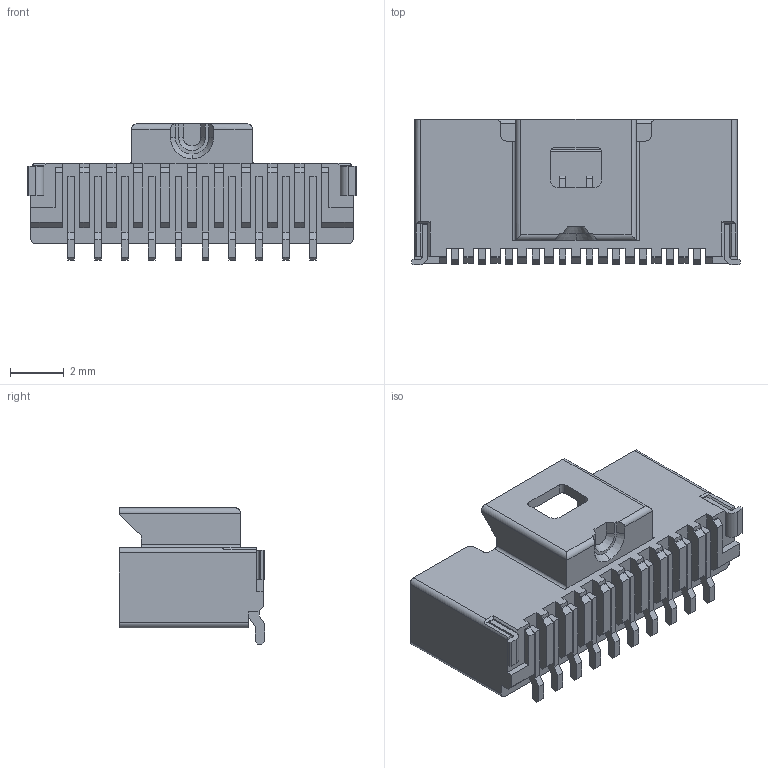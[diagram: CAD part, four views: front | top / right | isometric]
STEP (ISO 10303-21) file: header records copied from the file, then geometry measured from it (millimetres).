
FILE_DESCRIPTION (( 'STEP AP214' ), '1' );
FILE_NAME ('Molex_PicoClasp_501331-1007.step', '2018-01-19T13:47:01', ( '' ), ( '' ), 'SwSTEP 2.0', 'SolidWorks 2018', '' );
FILE_SCHEMA (( 'AUTOMOTIVE_DESIGN' ));
Length unit declared in the file: millimetre
Products named in the file (1): Molex_PicoClasp_501331-1007
Bounding box: 12.24 x 5.41 x 5.07 mm (x, y, z)
Volume: 96.2 mm3; surface area: 450.3 mm2
Topology: 1 solids, 1 shells, 424 faces, 1184 edges, 782 vertices
Faces by surface type: plane 374, cylinder 43, cone 7
Entity records: 15980 total; most frequent: CARTESIAN_POINT 2538, ORIENTED_EDGE 2368, DIRECTION 2096, EDGE_CURVE 1184, VECTOR 1076, LINE 1076, VERTEX_POINT 782, AXIS2_PLACEMENT_3D 510
